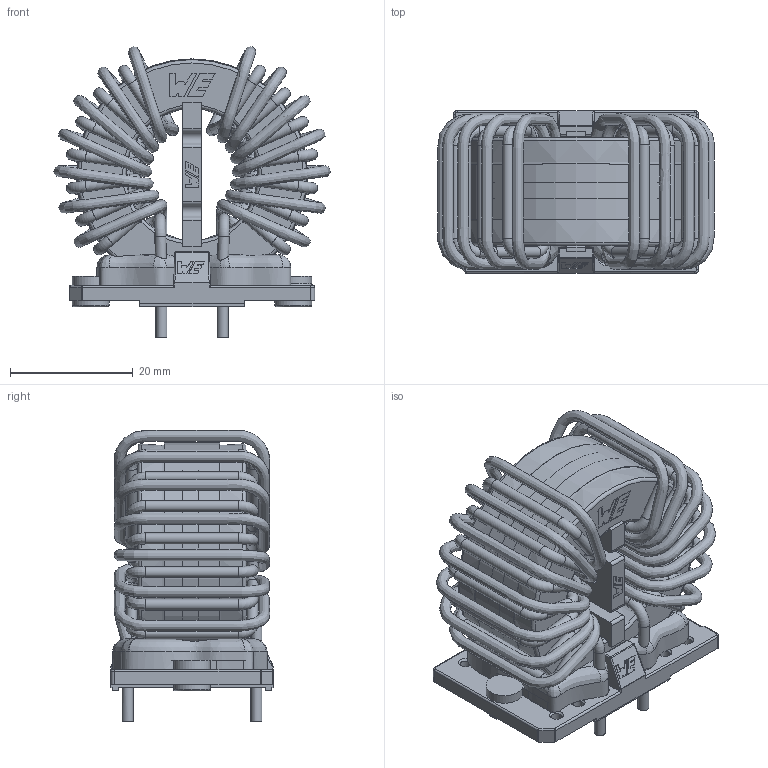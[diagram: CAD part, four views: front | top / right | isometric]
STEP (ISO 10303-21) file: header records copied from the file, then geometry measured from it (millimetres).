
FILE_DESCRIPTION(/* description */ ('Unknown'),/* implementation_level */ '2;1');
FILE_NAME(/* name */ '7448061507_Rev1.1',/* time_stamp */ '2024-01-10T09:56:45+01:00',/* author */ ('Unknown'),/* organization */ ('Unknown'),/* preprocessor_version */ 'ST-DEVELOPER v16.7',/* originating_system */ 'Solid Edge',/* authorisation */ 'Unknown');
FILE_SCHEMA (('AUTOMOTIVE_DESIGN {1 0 10303 214 3 1 1}'));
Length unit declared in the file: millimetre
Products named in the file (10): 7448061507; CASE-T3424_Rev1; CASE-T3424-A_Rev1.1; CORE-342415_Rev1.1; CASE-T3424-B_Rev1.1; t36-base_Rev1.1; turns; spacer-2320-1_Rev1.1; Glue; Tape
Assembly tree (9 placements, depth 3):
  7448061507
    CASE-T3424_Rev1
      CASE-T3424-A_Rev1.1
      CORE-342415_Rev1.1
      CASE-T3424-B_Rev1.1
    t36-base_Rev1.1
    turns
    spacer-2320-1_Rev1.1
    Glue
    Tape
Bounding box: 45.12 x 26.5 x 47.48 mm (x, y, z)
Volume: 22783.9 mm3; surface area: 32838.3 mm2
Topology: 9 solids, 9 shells, 807 faces, 2103 edges, 1320 vertices
Faces by surface type: plane 429, cylinder 204, torus 65, bspline 60, cone 31, sphere 18
Full cylindrical faces by diameter (mm): 1.7 x8, 1.8 x68, 2 x4, 2.4 x4, 6 x2, 21.5 x1, 23.4 x2, 24 x1, 34 x1, 34.8 x2, 37.5 x1, 37.6 x1, 37.7 x1
Entity records: 59085 total; most frequent: CARTESIAN_POINT 38471, ORIENTED_EDGE 3696, DIRECTION 3658, EDGE_CURVE 1848, VERTEX_POINT 1283, AXIS2_PLACEMENT_3D 1248, LINE 1162, VECTOR 1162
